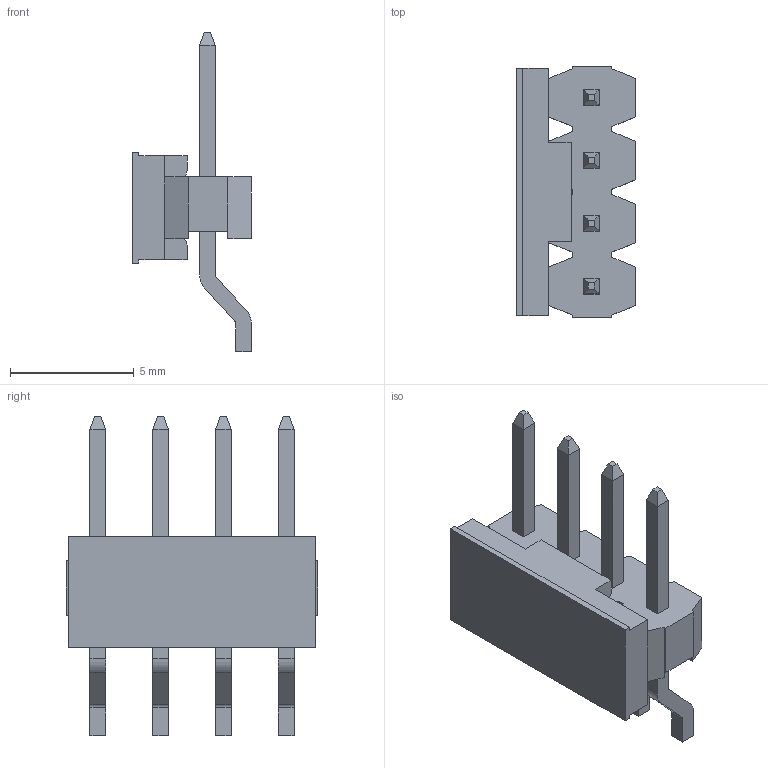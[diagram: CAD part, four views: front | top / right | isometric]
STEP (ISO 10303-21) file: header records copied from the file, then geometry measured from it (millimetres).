
FILE_DESCRIPTION(/* description */ (''),/* implementation_level */ '2;1');
FILE_NAME(/* name */ '9631-04-1-14-XX-00-PPST.stp',/* time_stamp */ '2020-05-07T16:11:15+08:00',/* author */ (''),/* organization */ (''),/* preprocessor_version */ 'ST-DEVELOPER v15',/* originating_system */ 'SIEMENS PLM Software NX 9.0',/* authorisation */ '');
FILE_SCHEMA (('AP203_CONFIGURATION_CONTROLLED_3D_DESIGN_OF_MECHANICAL_PARTS_AND_ASSEMBLIES_MIM_LF { 1 0 10303 403 2 1 2}'));
Length unit declared in the file: millimetre
Products named in the file (1): 9631-04-1-14-XX-00-PPST
Bounding box: 4.8 x 10.16 x 12.91 mm (x, y, z)
Volume: 151.8 mm3; surface area: 449.1 mm2
Topology: 6 solids, 6 shells, 178 faces, 450 edges, 284 vertices
Faces by surface type: plane 144, cylinder 34
Entity records: 5320 total; most frequent: CARTESIAN_POINT 913, ORIENTED_EDGE 900, DIRECTION 860, EDGE_CURVE 450, LINE 398, VECTOR 398, VERTEX_POINT 284, AXIS2_PLACEMENT_3D 231
